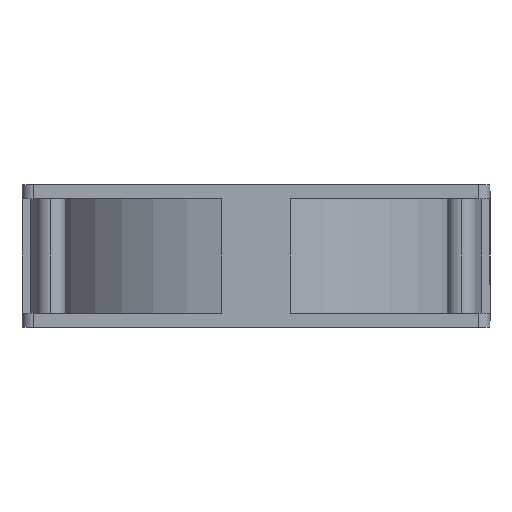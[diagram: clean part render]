
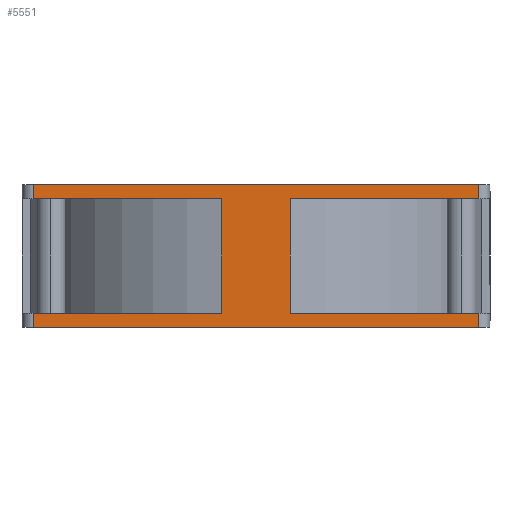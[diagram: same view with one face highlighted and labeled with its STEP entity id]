
A CAD part, left-side view. The second image highlights one B-rep face of the part: STEP entity #5551.
In plain terms, the highlighted planar face has unit normal (-1, 0, 0).
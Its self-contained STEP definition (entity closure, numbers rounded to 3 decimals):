
#130 = EDGE_CURVE ( 'NONE', #8827, #1551, #3387, .T. ) ;
#278 = EDGE_CURVE ( 'NONE', #4944, #10791, #1121, .T. ) ;
#282 = ORIENTED_EDGE ( 'NONE', *, *, #10815, .T. ) ;
#409 = VECTOR ( 'NONE', #4139, 1000. ) ;
#426 = VECTOR ( 'NONE', #11178, 1000. ) ;
#451 = ORIENTED_EDGE ( 'NONE', *, *, #9464, .T. ) ;
#609 = LINE ( 'NONE', #7383, #1592 ) ;
#844 = VECTOR ( 'NONE', #6471, 1000. ) ;
#1023 = DIRECTION ( 'NONE',  ( 0., 0., -1. ) ) ;
#1121 = LINE ( 'NONE', #3067, #7056 ) ;
#1516 = ORIENTED_EDGE ( 'NONE', *, *, #2219, .F. ) ;
#1517 = CARTESIAN_POINT ( 'NONE',  ( -41., -39., 12.5 ) ) ;
#1551 = VERTEX_POINT ( 'NONE', #3970 ) ;
#1592 = VECTOR ( 'NONE', #5554, 1000. ) ;
#1694 = VERTEX_POINT ( 'NONE', #9616 ) ;
#1785 = DIRECTION ( 'NONE',  ( 1., 0., 0. ) ) ;
#2219 = EDGE_CURVE ( 'NONE', #8827, #7210, #9693, .T. ) ;
#2342 = CARTESIAN_POINT ( 'NONE',  ( -41., 39., -12.5 ) ) ;
#2465 = CARTESIAN_POINT ( 'NONE',  ( -41., 39., -10. ) ) ;
#2545 = LINE ( 'NONE', #8495, #426 ) ;
#2648 = DIRECTION ( 'NONE',  ( 0., -1., 0. ) ) ;
#2675 = VECTOR ( 'NONE', #1023, 1000. ) ;
#2683 = CARTESIAN_POINT ( 'NONE',  ( -41., -39., -10. ) ) ;
#2706 = PLANE ( 'NONE',  #4212 ) ;
#2792 = EDGE_CURVE ( 'NONE', #1551, #1694, #10539, .T. ) ;
#2871 = CARTESIAN_POINT ( 'NONE',  ( -41., 39., 10. ) ) ;
#2914 = CARTESIAN_POINT ( 'NONE',  ( -41., 39., 12.5 ) ) ;
#2945 = DIRECTION ( 'NONE',  ( 0., 0., -1. ) ) ;
#3009 = VECTOR ( 'NONE', #2945, 1000. ) ;
#3067 = CARTESIAN_POINT ( 'NONE',  ( -41., 6., -10. ) ) ;
#3332 = DIRECTION ( 'NONE',  ( 0., 0., 1. ) ) ;
#3387 = LINE ( 'NONE', #6939, #409 ) ;
#3418 = VERTEX_POINT ( 'NONE', #2342 ) ;
#3654 = DIRECTION ( 'NONE',  ( 0., -1., 0. ) ) ;
#3970 = CARTESIAN_POINT ( 'NONE',  ( -41., -6., 10. ) ) ;
#4139 = DIRECTION ( 'NONE',  ( 0., 0., 1. ) ) ;
#4212 = AXIS2_PLACEMENT_3D ( 'NONE', #5433, #1785, #10856 ) ;
#4458 = EDGE_CURVE ( 'NONE', #1694, #6644, #609, .T. ) ;
#4524 = VERTEX_POINT ( 'NONE', #2871 ) ;
#4569 = CARTESIAN_POINT ( 'NONE',  ( -41., -41., 12.5 ) ) ;
#4603 = DIRECTION ( 'NONE',  ( 0., -1., 0. ) ) ;
#4691 = ORIENTED_EDGE ( 'NONE', *, *, #278, .F. ) ;
#4858 = CARTESIAN_POINT ( 'NONE',  ( -41., -41., -12.5 ) ) ;
#4919 = DIRECTION ( 'NONE',  ( 0., 0., 1. ) ) ;
#4944 = VERTEX_POINT ( 'NONE', #6749 ) ;
#5433 = CARTESIAN_POINT ( 'NONE',  ( -41., -41., 12.5 ) ) ;
#5551 = ADVANCED_FACE ( 'NONE', ( #11483 ), #2706, .F. ) ;
#5554 = DIRECTION ( 'NONE',  ( 0., 0., 1. ) ) ;
#5577 = CARTESIAN_POINT ( 'NONE',  ( -41., 6., 10. ) ) ;
#5622 = CARTESIAN_POINT ( 'NONE',  ( -41., 39., 12.5 ) ) ;
#5815 = ORIENTED_EDGE ( 'NONE', *, *, #9470, .T. ) ;
#6231 = EDGE_LOOP ( 'NONE', ( #9088, #10109, #7550, #282, #451, #4691, #8971, #7821, #5815, #7798, #1516, #11095 ) ) ;
#6398 = VECTOR ( 'NONE', #4603, 1000. ) ;
#6471 = DIRECTION ( 'NONE',  ( 0., -1., 0. ) ) ;
#6479 = VERTEX_POINT ( 'NONE', #2465 ) ;
#6644 = VERTEX_POINT ( 'NONE', #9297 ) ;
#6749 = CARTESIAN_POINT ( 'NONE',  ( -41., 6., -10. ) ) ;
#6939 = CARTESIAN_POINT ( 'NONE',  ( -41., -6., -10. ) ) ;
#7056 = VECTOR ( 'NONE', #4919, 1000. ) ;
#7210 = VERTEX_POINT ( 'NONE', #2683 ) ;
#7259 = CARTESIAN_POINT ( 'NONE',  ( -41., -41., 10. ) ) ;
#7260 = LINE ( 'NONE', #2914, #3009 ) ;
#7383 = CARTESIAN_POINT ( 'NONE',  ( -41., -39., 12.5 ) ) ;
#7390 = VECTOR ( 'NONE', #10305, 1000. ) ;
#7550 = ORIENTED_EDGE ( 'NONE', *, *, #9881, .F. ) ;
#7798 = ORIENTED_EDGE ( 'NONE', *, *, #8856, .T. ) ;
#7821 = ORIENTED_EDGE ( 'NONE', *, *, #8476, .T. ) ;
#8079 = CARTESIAN_POINT ( 'NONE',  ( -41., -41., -10. ) ) ;
#8212 = LINE ( 'NONE', #5622, #2675 ) ;
#8253 = LINE ( 'NONE', #8258, #6398 ) ;
#8258 = CARTESIAN_POINT ( 'NONE',  ( -41., 41., -10. ) ) ;
#8459 = EDGE_CURVE ( 'NONE', #6479, #4944, #8253, .T. ) ;
#8476 = EDGE_CURVE ( 'NONE', #6479, #3418, #7260, .T. ) ;
#8495 = CARTESIAN_POINT ( 'NONE',  ( -41., 41., 10. ) ) ;
#8747 = CARTESIAN_POINT ( 'NONE',  ( -41., -39., -12.5 ) ) ;
#8827 = VERTEX_POINT ( 'NONE', #10559 ) ;
#8853 = VECTOR ( 'NONE', #2648, 1000. ) ;
#8856 = EDGE_CURVE ( 'NONE', #11477, #7210, #10780, .T. ) ;
#8971 = ORIENTED_EDGE ( 'NONE', *, *, #8459, .F. ) ;
#9088 = ORIENTED_EDGE ( 'NONE', *, *, #2792, .T. ) ;
#9139 = VECTOR ( 'NONE', #3654, 1000. ) ;
#9297 = CARTESIAN_POINT ( 'NONE',  ( -41., -39., 12.5 ) ) ;
#9464 = EDGE_CURVE ( 'NONE', #4524, #10791, #2545, .T. ) ;
#9470 = EDGE_CURVE ( 'NONE', #3418, #11477, #11744, .T. ) ;
#9616 = CARTESIAN_POINT ( 'NONE',  ( -41., -39., 10. ) ) ;
#9693 = LINE ( 'NONE', #8079, #8853 ) ;
#9881 = EDGE_CURVE ( 'NONE', #11327, #6644, #10760, .T. ) ;
#10109 = ORIENTED_EDGE ( 'NONE', *, *, #4458, .T. ) ;
#10305 = DIRECTION ( 'NONE',  ( 0., -1., 0. ) ) ;
#10539 = LINE ( 'NONE', #7259, #9139 ) ;
#10559 = CARTESIAN_POINT ( 'NONE',  ( -41., -6., -10. ) ) ;
#10760 = LINE ( 'NONE', #4569, #844 ) ;
#10780 = LINE ( 'NONE', #1517, #10915 ) ;
#10791 = VERTEX_POINT ( 'NONE', #5577 ) ;
#10815 = EDGE_CURVE ( 'NONE', #11327, #4524, #8212, .T. ) ;
#10856 = DIRECTION ( 'NONE',  ( 0., 0., -1. ) ) ;
#10915 = VECTOR ( 'NONE', #3332, 1000. ) ;
#11095 = ORIENTED_EDGE ( 'NONE', *, *, #130, .T. ) ;
#11178 = DIRECTION ( 'NONE',  ( 0., -1., 0. ) ) ;
#11327 = VERTEX_POINT ( 'NONE', #11363 ) ;
#11363 = CARTESIAN_POINT ( 'NONE',  ( -41., 39., 12.5 ) ) ;
#11477 = VERTEX_POINT ( 'NONE', #8747 ) ;
#11483 = FACE_OUTER_BOUND ( 'NONE', #6231, .T. ) ;
#11744 = LINE ( 'NONE', #4858, #7390 ) ;
